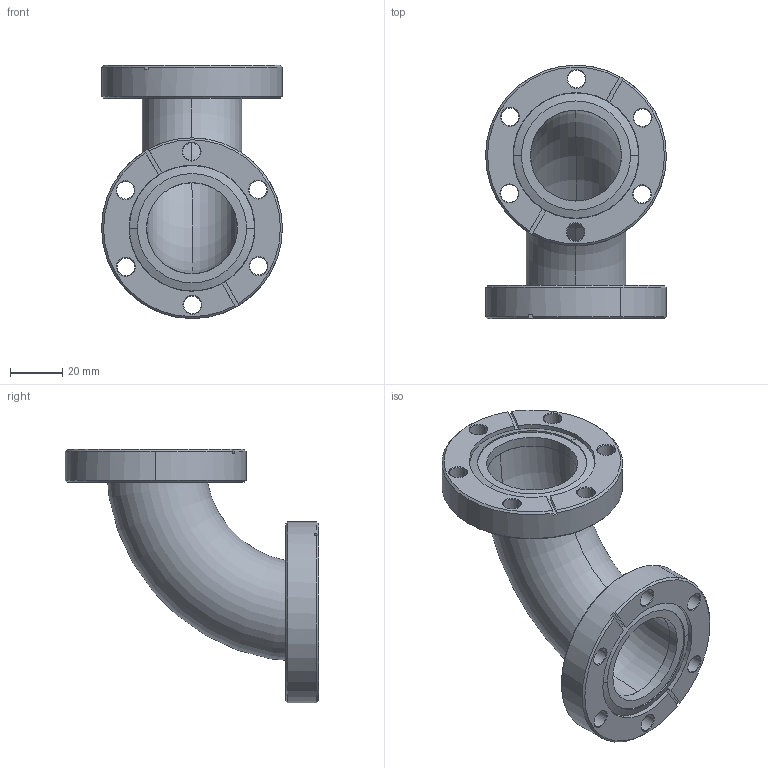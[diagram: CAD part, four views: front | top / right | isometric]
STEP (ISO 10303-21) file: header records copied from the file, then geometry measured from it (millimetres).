
FILE_DESCRIPTION (( 'STEP AP203' ), '1' );
FILE_NAME ('403002.STEP', '2009-09-22T16:07:08', ( 'MIS' ), ( '' ), 'SwSTEP 2.0', 'SolidWorks 2009', '' );
FILE_SCHEMA (( 'CONFIG_CONTROL_DESIGN' ));
Length unit declared in the file: inch
Products named in the file (4): 403502; 910014; 915002; 403002
Assembly tree (5 placements, depth 2):
  403002
    910014  x2
    915002  x2
    403502
Bounding box: 69.34 x 97.13 x 97.13 mm (x, y, z)
Volume: 73952.8 mm3; surface area: 48266.4 mm2
Topology: 5 solids, 5 shells, 158 faces, 364 edges, 218 vertices
Faces by surface type: cone 74, cylinder 52, plane 28, torus 4
Entity records: 2849 total; most frequent: DIRECTION 471, CARTESIAN_POINT 403, ORIENTED_EDGE 376, AXIS2_PLACEMENT_3D 197, EDGE_CURVE 188, VERTEX_POINT 113, CIRCLE 107, EDGE_LOOP 101
